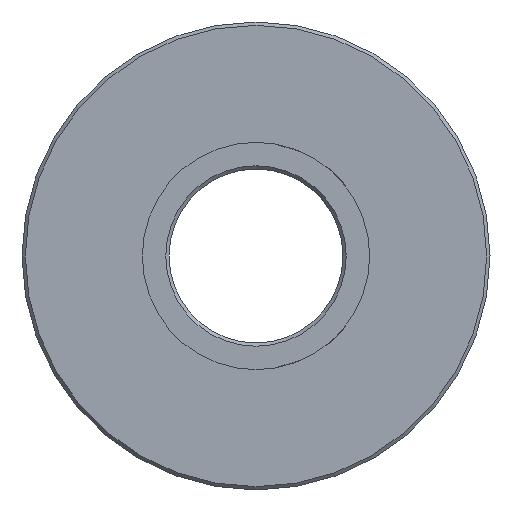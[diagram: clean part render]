
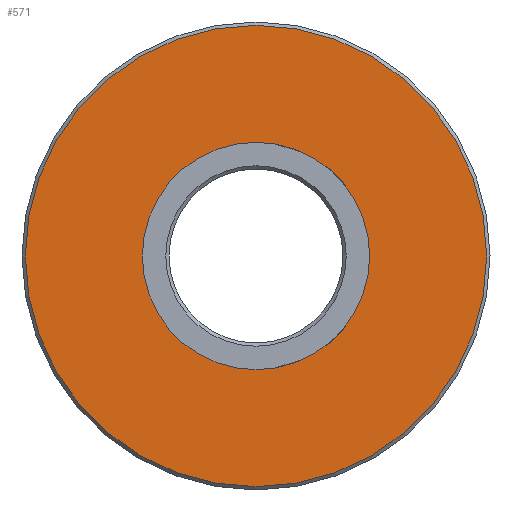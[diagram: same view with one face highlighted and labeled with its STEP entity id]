
A CAD part, left-side view. The second image highlights one B-rep face of the part: STEP entity #571.
In plain terms, the highlighted planar face has unit normal (-1, 0, 0).
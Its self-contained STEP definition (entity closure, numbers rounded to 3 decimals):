
#80=PLANE($,#622);
#118=FACE_BOUND($,#196,.T.);
#119=FACE_BOUND($,#197,.T.);
#196=EDGE_LOOP($,(#434));
#197=EDGE_LOOP($,(#435));
#255=CIRCLE($,#621,34.5);
#256=CIRCLE($,#623,17.);
#294=VERTEX_POINT($,#882);
#295=VERTEX_POINT($,#885);
#351=EDGE_CURVE($,#294,#294,#255,.T.);
#352=EDGE_CURVE($,#295,#295,#256,.T.);
#434=ORIENTED_EDGE($,*,*,#352,.T.);
#435=ORIENTED_EDGE($,*,*,#351,.F.);
#571=ADVANCED_FACE($,(#118,#119),#80,.T.);
#621=AXIS2_PLACEMENT_3D($,#883,#720,#721);
#622=AXIS2_PLACEMENT_3D($,#884,#722,#723);
#623=AXIS2_PLACEMENT_3D($,#886,#724,#725);
#720=DIRECTION('center_axis',(1.,0.,0.));
#721=DIRECTION('ref_axis',(0.,-1.,0.));
#722=DIRECTION('center_axis',(-1.,0.,0.));
#723=DIRECTION('ref_axis',(0.,0.,1.));
#724=DIRECTION('center_axis',(1.,0.,0.));
#725=DIRECTION('ref_axis',(0.,0.,-1.));
#882=CARTESIAN_POINT('',(0.,34.5,0.));
#883=CARTESIAN_POINT('Origin',(0.,0.,0.));
#884=CARTESIAN_POINT('Origin',(0.,26.,0.));
#885=CARTESIAN_POINT('',(0.,0.,17.));
#886=CARTESIAN_POINT('Origin',(0.,0.,0.));
